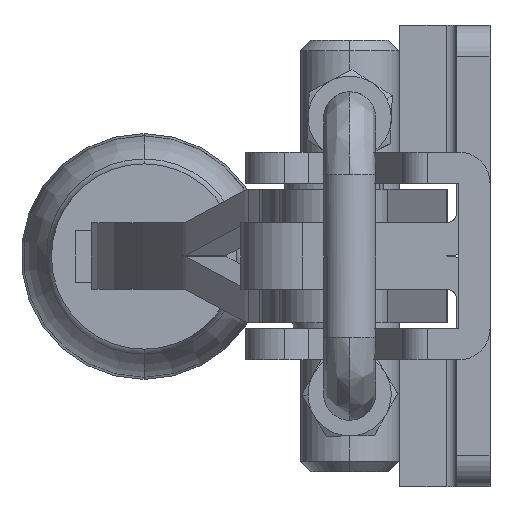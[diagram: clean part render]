
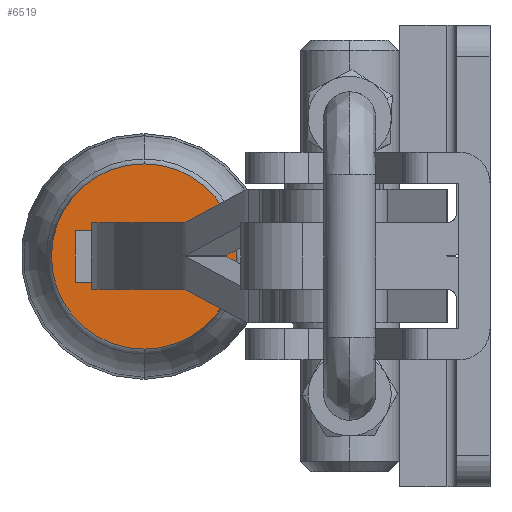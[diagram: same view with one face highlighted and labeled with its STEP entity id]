
A CAD part, left-side view. The second image highlights one B-rep face of the part: STEP entity #6519.
In plain terms, the highlighted face is planar.
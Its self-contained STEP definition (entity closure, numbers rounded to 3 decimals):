
#895 = VECTOR ( 'NONE', #8444, 1000. ) ;
#906 = AXIS2_PLACEMENT_3D ( 'NONE', #8471, #8449, #8448 ) ;
#1009 = AXIS2_PLACEMENT_3D ( 'NONE', #8423, #8422, #8421 ) ;
#1199 = VERTEX_POINT ( 'NONE', #5131 ) ;
#1247 = VERTEX_POINT ( 'NONE', #5124 ) ;
#1640 = VERTEX_POINT ( 'NONE', #5087 ) ;
#1654 = VERTEX_POINT ( 'NONE', #5081 ) ;
#1900 = DIRECTION ( 'NONE',  ( -1., 0., 0. ) ) ;
#1901 = CARTESIAN_POINT ( 'NONE',  ( -6.6, -29.5, 2.5 ) ) ;
#1902 = LINE ( 'NONE', #1901, #3694 ) ;
#1906 = DIRECTION ( 'NONE',  ( 0., 0., 1. ) ) ;
#1907 = CARTESIAN_POINT ( 'NONE',  ( 6.4, -29.5, 2.5 ) ) ;
#1908 = LINE ( 'NONE', #1907, #3698 ) ;
#1909 = DIRECTION ( 'NONE',  ( 0., 0., -1. ) ) ;
#1910 = CARTESIAN_POINT ( 'NONE',  ( -6.6, -29.5, -2.5 ) ) ;
#1911 = LINE ( 'NONE', #1910, #3701 ) ;
#2094 = DIRECTION ( 'NONE',  ( 0., 0., 1. ) ) ;
#2095 = DIRECTION ( 'NONE',  ( 0., 1., 0. ) ) ;
#2096 = CARTESIAN_POINT ( 'NONE',  ( 0., -29.5, 0. ) ) ;
#2097 = PLANE ( 'NONE',  #3777 ) ;
#3407 = CARTESIAN_POINT ( 'NONE',  ( -6.6, -29.5, 2.5 ) ) ;
#3453 = CARTESIAN_POINT ( 'NONE',  ( 0., -29.5, 8.91 ) ) ;
#3694 = VECTOR ( 'NONE', #1900, 1000. ) ;
#3698 = VECTOR ( 'NONE', #1906, 1000. ) ;
#3701 = VECTOR ( 'NONE', #1909, 1000. ) ;
#3777 = AXIS2_PLACEMENT_3D ( 'NONE', #2096, #2095, #2094 ) ;
#3784 = FACE_OUTER_BOUND ( 'NONE', #3912, .T. ) ;
#3785 = FACE_BOUND ( 'NONE', #3911, .T. ) ;
#3911 = EDGE_LOOP ( 'NONE', ( #4368, #4366, #4367, #4365 ) ) ;
#3912 = EDGE_LOOP ( 'NONE', ( #4362, #4363 ) ) ;
#4362 = ORIENTED_EDGE ( 'NONE', *, *, #6315, .T. ) ;
#4363 = ORIENTED_EDGE ( 'NONE', *, *, #6306, .T. ) ;
#4365 = ORIENTED_EDGE ( 'NONE', *, *, #6569, .F. ) ;
#4366 = ORIENTED_EDGE ( 'NONE', *, *, #6307, .F. ) ;
#4367 = ORIENTED_EDGE ( 'NONE', *, *, #6566, .F. ) ;
#4368 = ORIENTED_EDGE ( 'NONE', *, *, #6567, .F. ) ;
#5081 = CARTESIAN_POINT ( 'NONE',  ( 6.4, -29.5, 2.5 ) ) ;
#5087 = CARTESIAN_POINT ( 'NONE',  ( -6.6, -29.5, -2.5 ) ) ;
#5124 = CARTESIAN_POINT ( 'NONE',  ( 0., -29.5, -8.91 ) ) ;
#5131 = CARTESIAN_POINT ( 'NONE',  ( 6.4, -29.5, -2.5 ) ) ;
#5931 = CIRCLE ( 'NONE', #1009, 8.91 ) ;
#5939 = CIRCLE ( 'NONE', #906, 8.91 ) ;
#6306 = EDGE_CURVE ( 'NONE', #7091, #1247, #5939, .T. ) ;
#6307 = EDGE_CURVE ( 'NONE', #1640, #1199, #8446, .T. ) ;
#6315 = EDGE_CURVE ( 'NONE', #1247, #7091, #5931, .T. ) ;
#6519 = ADVANCED_FACE ( 'NONE', ( #3785, #3784 ), #2097, .F. ) ;
#6566 = EDGE_CURVE ( 'NONE', #7137, #1640, #1911, .T. ) ;
#6567 = EDGE_CURVE ( 'NONE', #1199, #1654, #1908, .T. ) ;
#6569 = EDGE_CURVE ( 'NONE', #1654, #7137, #1902, .T. ) ;
#7091 = VERTEX_POINT ( 'NONE', #3453 ) ;
#7137 = VERTEX_POINT ( 'NONE', #3407 ) ;
#8421 = DIRECTION ( 'NONE',  ( 0., 0., -1. ) ) ;
#8422 = DIRECTION ( 'NONE',  ( 0., -1., 0. ) ) ;
#8423 = CARTESIAN_POINT ( 'NONE',  ( 0., -29.5, 0. ) ) ;
#8444 = DIRECTION ( 'NONE',  ( 1., 0., 0. ) ) ;
#8445 = CARTESIAN_POINT ( 'NONE',  ( 6.4, -29.5, -2.5 ) ) ;
#8446 = LINE ( 'NONE', #8445, #895 ) ;
#8448 = DIRECTION ( 'NONE',  ( 0., 0., -1. ) ) ;
#8449 = DIRECTION ( 'NONE',  ( 0., -1., 0. ) ) ;
#8471 = CARTESIAN_POINT ( 'NONE',  ( 0., -29.5, 0. ) ) ;
